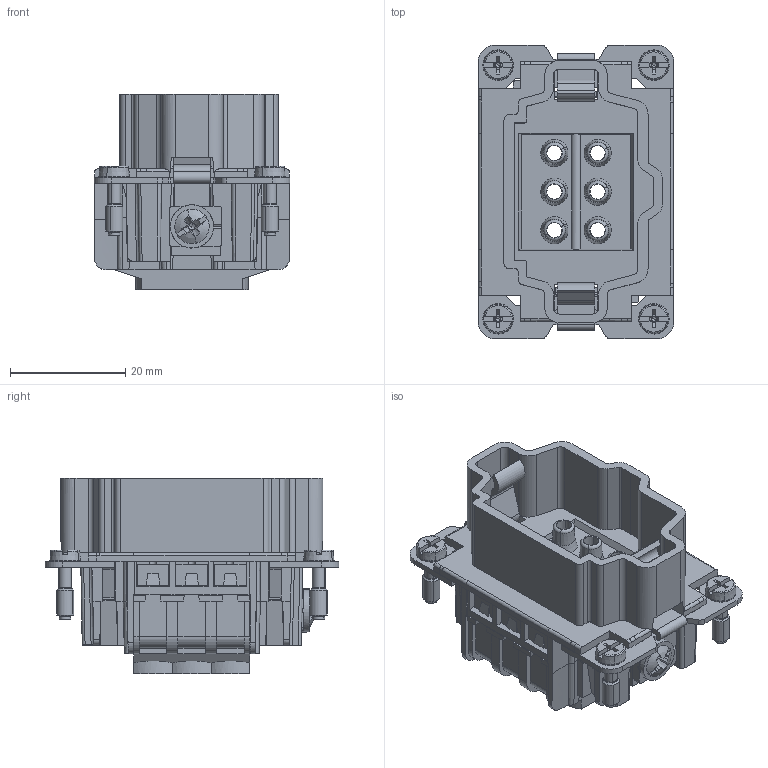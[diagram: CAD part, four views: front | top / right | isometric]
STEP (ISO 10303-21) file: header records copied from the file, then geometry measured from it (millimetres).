
FILE_DESCRIPTION(('CATIA V5 STEP Exchange','CAx-IF Rec.Pracs.--- Model Styling and Organization---1.5--- 2016-08-15','CAx-IF Rec.Pracs.---Supplemental Geometry---1.0---2011-11-01','CAx-IF Rec.Pracs.--- Composite Materials ---1.1---2010-07-15'),'2;1');
FILE_NAME ('13500411_4', '2025-01-29T09:02:07+00:00', ('none'), ('Weidmueller'), 'CATIA Version 5-6 Release 2022 SP4 HF5', 'CATIA V5 STEP AP214 v3', 'none');
FILE_SCHEMA(('AUTOMOTIVE_DESIGN { 1 0 10303 214 1 1 1 1 }'));
Products named in the file (1): 1200400000
Bounding box: 34 x 51 x 34 mm (x, y, z)
Volume: 14560.4 mm3; surface area: 21969.1 mm2
Topology: 1 solids, 2 shells, 1670 faces, 5012 edges, 3290 vertices
Faces by surface type: plane 1037, cylinder 402, cone 115, torus 52, sphere 38, bspline 16, extrusion 10
Entity records: 54481 total; most frequent: CARTESIAN_POINT 13315, ORIENTED_EDGE 9930, DIRECTION 6405, EDGE_CURVE 4965, VECTOR 3439, LINE 3429, VERTEX_POINT 3290, AXIS2_PLACEMENT_3D 1964
